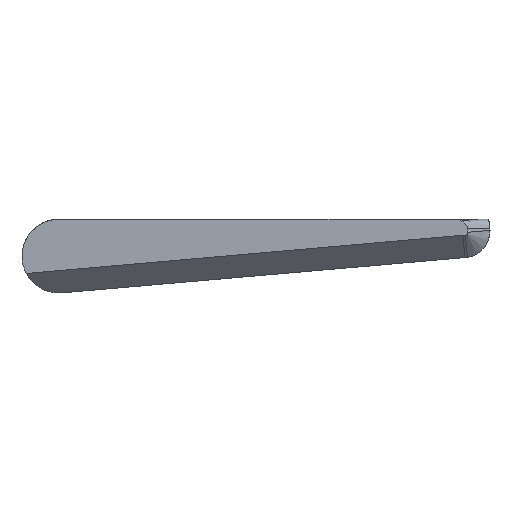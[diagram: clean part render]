
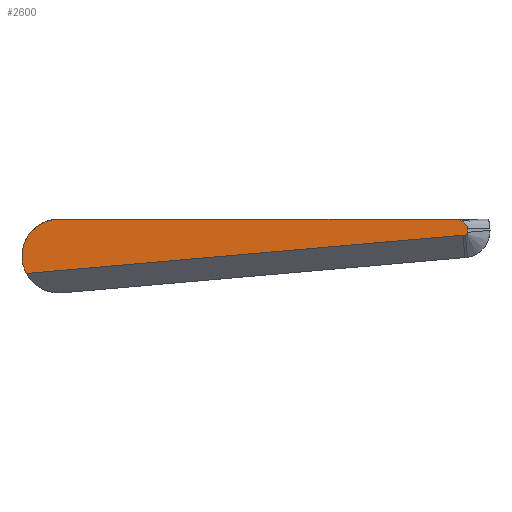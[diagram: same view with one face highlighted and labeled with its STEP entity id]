
A CAD part, left-side view. The second image highlights one B-rep face of the part: STEP entity #2600.
In plain terms, the highlighted planar face has unit normal (-1, 0, 0).
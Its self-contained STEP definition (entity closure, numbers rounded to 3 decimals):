
#61=B_SPLINE_CURVE_WITH_KNOTS('',3,(#4172,#4173,#4174,#4175),
 .UNSPECIFIED.,.F.,.F.,(4,4),(0.5,0.599),
 .UNSPECIFIED.);
#63=B_SPLINE_CURVE_WITH_KNOTS('',3,(#4245,#4246,#4247,#4248,#4249,#4250,
#4251,#4252,#4253,#4254,#4255,#4256,#4257,#4258,#4259),.UNSPECIFIED.,.F.,
 .F.,(4,1,2,1,2,1,2,2,4),(0.,0.206,0.413,0.605,
0.797,0.982,1.167,1.38,1.586),
 .UNSPECIFIED.);
#66=B_SPLINE_CURVE_WITH_KNOTS('',3,(#4297,#4298,#4299,#4300),
 .UNSPECIFIED.,.F.,.F.,(4,4),(-1.095,-0.937),
 .UNSPECIFIED.);
#73=B_SPLINE_CURVE_WITH_KNOTS('',3,(#4393,#4394,#4395,#4396,#4397,#4398,
#4399,#4400,#4401,#4402,#4403,#4404),.UNSPECIFIED.,.F.,.F.,(4,2,2,2,2,4),
(0.,0.211,0.408,0.596,0.688,
0.777),.UNSPECIFIED.);
#171=PLANE('',#2822);
#275=FACE_OUTER_BOUND('',#443,.T.);
#443=EDGE_LOOP('',(#2010,#2011,#2012,#2013,#2014,#2015,#2016,#2017));
#667=LINE('',#4471,#885);
#668=LINE('',#4476,#886);
#885=VECTOR('',#3313,10.);
#886=VECTOR('',#3318,10.);
#1036=CIRCLE('',#2823,15.);
#1037=CIRCLE('',#2824,15.);
#1202=VERTEX_POINT('',#4169);
#1203=VERTEX_POINT('',#4171);
#1206=VERTEX_POINT('',#4243);
#1207=VERTEX_POINT('',#4291);
#1212=VERTEX_POINT('',#4388);
#1229=VERTEX_POINT('',#4470);
#1230=VERTEX_POINT('',#4472);
#1231=VERTEX_POINT('',#4474);
#1476=EDGE_CURVE('',#1202,#1203,#61,.T.);
#1480=EDGE_CURVE('',#1206,#1202,#63,.T.);
#1483=EDGE_CURVE('',#1207,#1206,#66,.F.);
#1490=EDGE_CURVE('',#1212,#1207,#73,.T.);
#1523=EDGE_CURVE('',#1212,#1229,#667,.T.);
#1524=EDGE_CURVE('',#1230,#1229,#1036,.T.);
#1525=EDGE_CURVE('',#1231,#1230,#1037,.T.);
#1526=EDGE_CURVE('',#1203,#1231,#668,.T.);
#2010=ORIENTED_EDGE('',*,*,#1490,.F.);
#2011=ORIENTED_EDGE('',*,*,#1523,.T.);
#2012=ORIENTED_EDGE('',*,*,#1524,.F.);
#2013=ORIENTED_EDGE('',*,*,#1525,.F.);
#2014=ORIENTED_EDGE('',*,*,#1526,.F.);
#2015=ORIENTED_EDGE('',*,*,#1476,.F.);
#2016=ORIENTED_EDGE('',*,*,#1480,.F.);
#2017=ORIENTED_EDGE('',*,*,#1483,.F.);
#2600=ADVANCED_FACE('',(#275),#171,.T.);
#2822=AXIS2_PLACEMENT_3D('',#4469,#3311,#3312);
#2823=AXIS2_PLACEMENT_3D('',#4473,#3314,#3315);
#2824=AXIS2_PLACEMENT_3D('',#4475,#3316,#3317);
#3311=DIRECTION('center_axis',(-1.,0.,0.));
#3312=DIRECTION('ref_axis',(0.,0.996,-0.087));
#3313=DIRECTION('',(0.,1.,0.));
#3314=DIRECTION('center_axis',(1.,0.,0.));
#3315=DIRECTION('ref_axis',(0.,0.737,0.676));
#3316=DIRECTION('center_axis',(1.,0.,0.));
#3317=DIRECTION('ref_axis',(0.,0.994,-0.112));
#3318=DIRECTION('',(0.,0.996,-0.087));
#4169=CARTESIAN_POINT('',(-375.615,-19.342,5.5));
#4171=CARTESIAN_POINT('',(-375.615,-18.357,5.414));
#4172=CARTESIAN_POINT('Ctrl Pts',(-375.615,-19.342,5.5));
#4173=CARTESIAN_POINT('Ctrl Pts',(-375.615,-19.013,5.471));
#4174=CARTESIAN_POINT('Ctrl Pts',(-375.615,-18.685,5.443));
#4175=CARTESIAN_POINT('Ctrl Pts',(-375.615,-18.357,5.414));
#4243=CARTESIAN_POINT('',(-375.615,-20.251,6.583));
#4245=CARTESIAN_POINT('Ctrl Pts',(-375.615,-20.251,6.583));
#4246=CARTESIAN_POINT('Ctrl Pts',(-375.615,-20.262,6.455));
#4247=CARTESIAN_POINT('Ctrl Pts',(-375.615,-20.257,6.23));
#4248=CARTESIAN_POINT('Ctrl Pts',(-375.615,-20.223,6.078));
#4249=CARTESIAN_POINT('Ctrl Pts',(-375.615,-20.186,5.961));
#4250=CARTESIAN_POINT('Ctrl Pts',(-375.615,-20.148,5.875));
#4251=CARTESIAN_POINT('Ctrl Pts',(-375.615,-20.109,5.821));
#4252=CARTESIAN_POINT('Ctrl Pts',(-375.615,-20.067,5.771));
#4253=CARTESIAN_POINT('Ctrl Pts',(-375.615,-20.021,5.725));
#4254=CARTESIAN_POINT('Ctrl Pts',(-375.615,-19.947,5.674));
#4255=CARTESIAN_POINT('Ctrl Pts',(-375.615,-19.84,5.617));
#4256=CARTESIAN_POINT('Ctrl Pts',(-375.615,-19.766,5.586));
#4257=CARTESIAN_POINT('Ctrl Pts',(-375.615,-19.58,5.533));
#4258=CARTESIAN_POINT('Ctrl Pts',(-375.615,-19.47,5.511));
#4259=CARTESIAN_POINT('Ctrl Pts',(-375.615,-19.342,5.5));
#4291=CARTESIAN_POINT('',(-375.615,-20.113,8.16));
#4297=CARTESIAN_POINT('Ctrl Pts',(-375.615,-20.251,6.583));
#4298=CARTESIAN_POINT('Ctrl Pts',(-375.615,-20.205,7.109));
#4299=CARTESIAN_POINT('Ctrl Pts',(-375.615,-20.159,7.634));
#4300=CARTESIAN_POINT('Ctrl Pts',(-375.615,-20.113,8.16));
#4388=CARTESIAN_POINT('',(-375.615,-14.464,11.913));
#4393=CARTESIAN_POINT('Ctrl Pts',(-375.615,-14.464,11.913));
#4394=CARTESIAN_POINT('Ctrl Pts',(-375.615,-15.168,11.913));
#4395=CARTESIAN_POINT('Ctrl Pts',(-375.615,-15.877,11.82));
#4396=CARTESIAN_POINT('Ctrl Pts',(-375.615,-17.184,11.453));
#4397=CARTESIAN_POINT('Ctrl Pts',(-375.615,-17.797,11.188));
#4398=CARTESIAN_POINT('Ctrl Pts',(-375.615,-18.86,10.482));
#4399=CARTESIAN_POINT('Ctrl Pts',(-375.615,-19.281,10.072));
#4400=CARTESIAN_POINT('Ctrl Pts',(-375.615,-19.732,9.396));
#4401=CARTESIAN_POINT('Ctrl Pts',(-375.615,-19.855,9.158));
#4402=CARTESIAN_POINT('Ctrl Pts',(-375.615,-20.034,8.666));
#4403=CARTESIAN_POINT('Ctrl Pts',(-375.615,-20.091,8.416));
#4404=CARTESIAN_POINT('Ctrl Pts',(-375.615,-20.113,8.16));
#4469=CARTESIAN_POINT('Origin',(-375.615,-24.584,2.947));
#4470=CARTESIAN_POINT('',(-375.615,143.342,11.913));
#4471=CARTESIAN_POINT('',(-375.615,-23.8,11.913));
#4472=CARTESIAN_POINT('',(-375.615,158.285,-4.394));
#4473=CARTESIAN_POINT('Origin',(-375.615,143.342,-3.087));
#4474=CARTESIAN_POINT('',(-375.615,156.552,-9.889));
#4475=CARTESIAN_POINT('Origin',(-375.615,143.379,-2.713));
#4476=CARTESIAN_POINT('',(-375.615,21.207,1.953));
